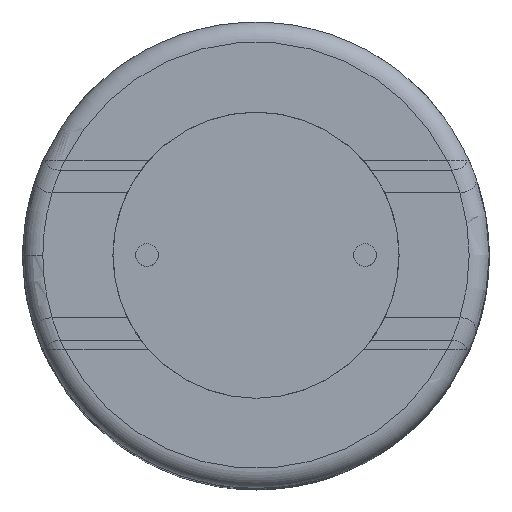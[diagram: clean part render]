
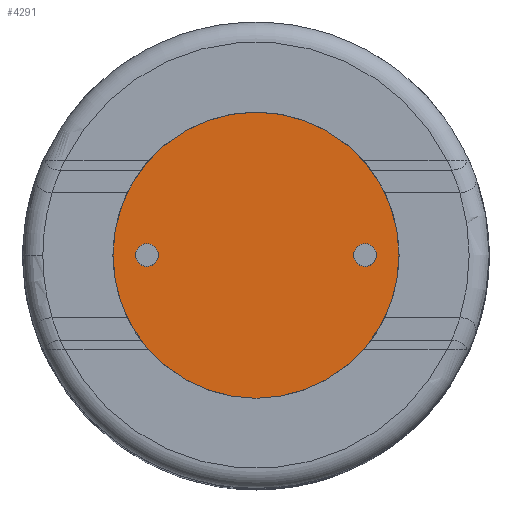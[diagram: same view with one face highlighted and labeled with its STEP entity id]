
A CAD part, top view. The second image highlights one B-rep face of the part: STEP entity #4291.
In plain terms, the highlighted planar face has unit normal (0, 0, 1).
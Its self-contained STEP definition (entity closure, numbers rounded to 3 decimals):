
#462 = DIRECTION ( 'NONE',  ( 0., 0., 1. ) ) ;
#619 = DIRECTION ( 'NONE',  ( 1., 0., 0. ) ) ;
#721 = DIRECTION ( 'NONE',  ( 0., 0., 1. ) ) ;
#913 = AXIS2_PLACEMENT_3D ( 'NONE', #1540, #721, #4018 ) ;
#1227 = ORIENTED_EDGE ( 'NONE', *, *, #5600, .T. ) ;
#1256 = CIRCLE ( 'NONE', #913, 5. ) ;
#1540 = CARTESIAN_POINT ( 'NONE',  ( 0., 0., -0.3 ) ) ;
#2226 = CARTESIAN_POINT ( 'NONE',  ( 5., 0., -0.3 ) ) ;
#2764 = VERTEX_POINT ( 'NONE', #2226 ) ;
#3143 = AXIS2_PLACEMENT_3D ( 'NONE', #4683, #462, #619 ) ;
#3276 = CARTESIAN_POINT ( 'NONE',  ( 0., 0., -0.3 ) ) ;
#3317 = CIRCLE ( 'NONE', #3143, 5. ) ;
#3513 = AXIS2_PLACEMENT_3D ( 'NONE', #3276, #4029, #9085 ) ;
#4018 = DIRECTION ( 'NONE',  ( 1., 0., 0. ) ) ;
#4029 = DIRECTION ( 'NONE',  ( 0., 0., 1. ) ) ;
#4291 = ADVANCED_FACE ( 'NONE', ( #7100 ), #8803, .T. ) ;
#4683 = CARTESIAN_POINT ( 'NONE',  ( 0., 0., -0.3 ) ) ;
#5059 = VERTEX_POINT ( 'NONE', #8011 ) ;
#5600 = EDGE_CURVE ( 'NONE', #5059, #2764, #3317, .T. ) ;
#6000 = EDGE_CURVE ( 'NONE', #2764, #5059, #1256, .T. ) ;
#7100 = FACE_OUTER_BOUND ( 'NONE', #9312, .T. ) ;
#8011 = CARTESIAN_POINT ( 'NONE',  ( -5., 0., -0.3 ) ) ;
#8639 = ORIENTED_EDGE ( 'NONE', *, *, #6000, .T. ) ;
#8803 = PLANE ( 'NONE',  #3513 ) ;
#9085 = DIRECTION ( 'NONE',  ( 1., 0., 0. ) ) ;
#9312 = EDGE_LOOP ( 'NONE', ( #8639, #1227 ) ) ;
